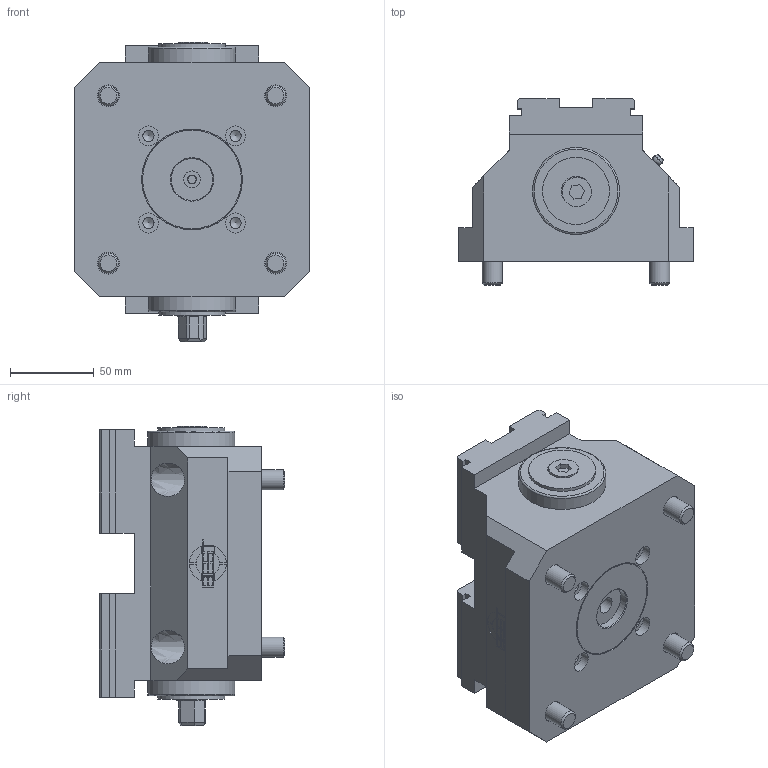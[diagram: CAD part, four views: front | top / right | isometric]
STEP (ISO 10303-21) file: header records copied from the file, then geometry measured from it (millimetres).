
FILE_DESCRIPTION((''),'2;1');
FILE_NAME('220-0140-004-Kunde.stp','2010-12-02T11:49:33',('Meier'),(''),'Autodesk Inventor 2010','Autodesk Inventor 2010','');
FILE_SCHEMA(('CONFIG_CONTROL_DESIGN'));
Length unit declared in the file: millimetre
Products named in the file (1): 220-0140-004-Kunde
Bounding box: 140 x 111 x 179 mm (x, y, z)
Volume: 1415871.5 mm3; surface area: 122409.7 mm2
Topology: 1 solids, 2 shells, 329 faces, 812 edges, 513 vertices
Faces by surface type: plane 192, cylinder 52, bspline 51, cone 26, torus 7, sphere 1
Full cylindrical faces by diameter (mm): 4 x1, 12 x4, 17.5 x2, 18 x4, 40 x2, 52 x2, 59 x1
Entity records: 9938 total; most frequent: CARTESIAN_POINT 2377, ORIENTED_EDGE 1424, DIRECTION 1415, EDGE_CURVE 712, VERTEX_POINT 486, AXIS2_PLACEMENT_3D 473, VECTOR 469, LINE 469
